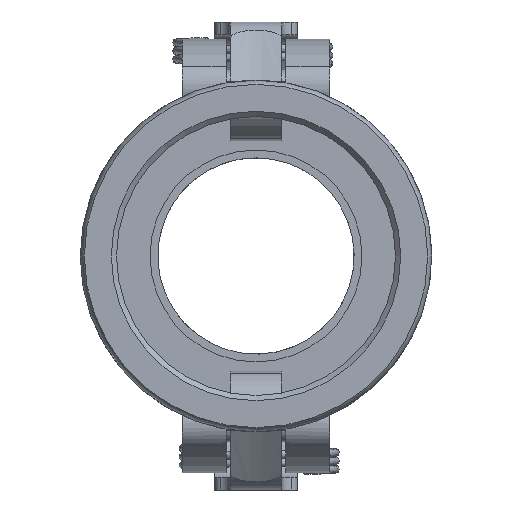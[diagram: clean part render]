
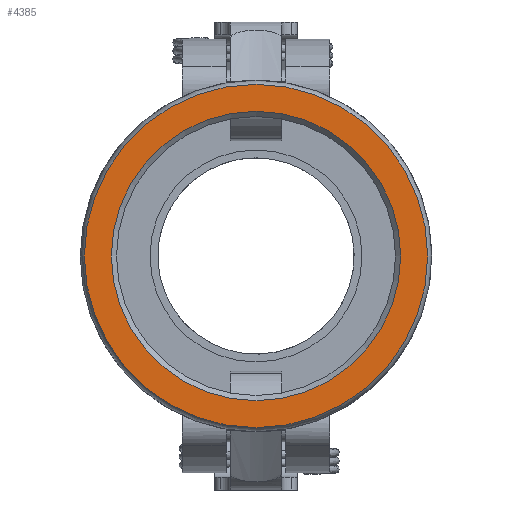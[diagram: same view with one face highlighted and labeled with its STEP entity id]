
A CAD part, left-side view. The second image highlights one B-rep face of the part: STEP entity #4385.
In plain terms, the highlighted planar face has unit normal (-1, 0, 0).
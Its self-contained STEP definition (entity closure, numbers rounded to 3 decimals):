
#129=FACE_BOUND('',#795,.T.);
#182=PLANE('',#4770);
#347=CIRCLE('',#4755,28.);
#353=CIRCLE('',#4771,33.236);
#563=FACE_OUTER_BOUND('',#794,.T.);
#794=EDGE_LOOP('',(#3228));
#795=EDGE_LOOP('',(#3229));
#1796=VERTEX_POINT('',#7468);
#1814=VERTEX_POINT('',#7509);
#2316=EDGE_CURVE('',#1796,#1796,#347,.T.);
#2337=EDGE_CURVE('',#1814,#1814,#353,.T.);
#3228=ORIENTED_EDGE('',*,*,#2337,.F.);
#3229=ORIENTED_EDGE('',*,*,#2316,.F.);
#4385=ADVANCED_FACE('',(#563,#129),#182,.F.);
#4755=AXIS2_PLACEMENT_3D('',#7469,#5616,#5617);
#4770=AXIS2_PLACEMENT_3D('',#7508,#5653,#5654);
#4771=AXIS2_PLACEMENT_3D('',#7510,#5655,#5656);
#5616=DIRECTION('center_axis',(-1.,0.,0.));
#5617=DIRECTION('ref_axis',(0.,0.,-1.));
#5653=DIRECTION('center_axis',(1.,0.,0.));
#5654=DIRECTION('ref_axis',(0.,0.,-1.));
#5655=DIRECTION('center_axis',(1.,0.,0.));
#5656=DIRECTION('ref_axis',(0.,0.,1.));
#7468=CARTESIAN_POINT('',(-26.5,0.,28.));
#7469=CARTESIAN_POINT('Origin',(-26.5,0.,0.));
#7508=CARTESIAN_POINT('Origin',(-26.5,0.,-49.662));
#7509=CARTESIAN_POINT('',(-26.5,0.,-33.236));
#7510=CARTESIAN_POINT('Origin',(-26.5,0.,0.));
